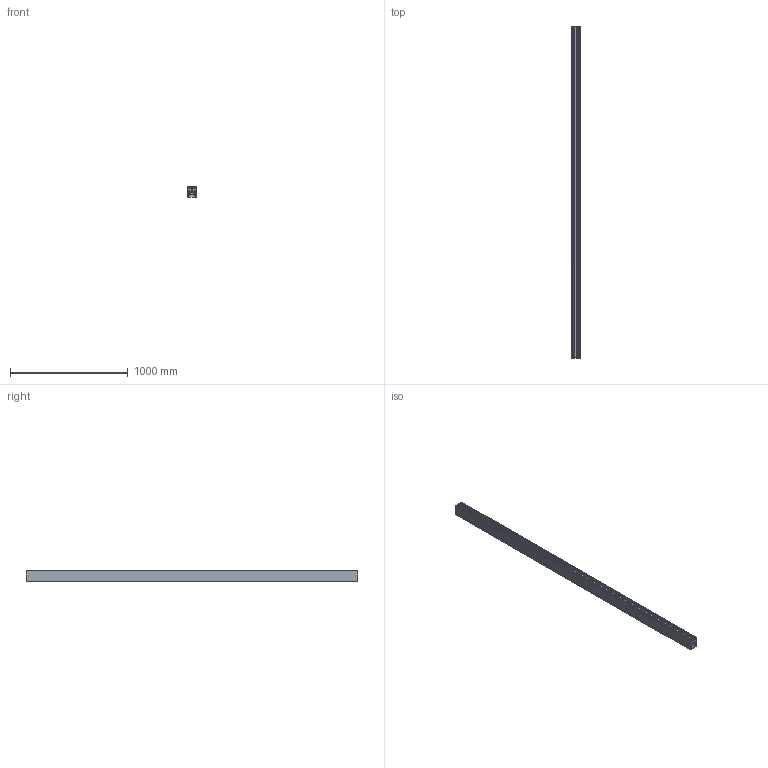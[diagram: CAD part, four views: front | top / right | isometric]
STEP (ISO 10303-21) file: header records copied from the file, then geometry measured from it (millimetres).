
FILE_DESCRIPTION(/* description */ ('This is a sample STEP configuration'),/* implementation_level */ '2;1');
FILE_NAME(/* name */ '728-202074xxxxxx SIMPLE.ipt_Rev_00.1.stp',/* time_stamp */ '2023-04-04T10:22:56+02:00',/* author */ ('powerJobs'),/* organization */ ('coolOrange'),/* preprocessor_version */ 'ST-DEVELOPER v19.2',/* originating_system */ 'Autodesk Inventor 2023',/* authorisation */ '');
FILE_SCHEMA (('AUTOMOTIVE_DESIGN { 1 0 10303 214 3 1 1 }'));
Products named in the file (1): ENG000025923
Bounding box: 76.2 x 2816 x 91.92 mm (x, y, z)
Volume: 4039314.6 mm3; surface area: 4229190.1 mm2
Topology: 1 solids, 1 shells, 2166 faces, 5712 edges, 3527 vertices
Faces by surface type: cylinder 983, plane 740, bspline 254, torus 88, sphere 72, cone 29
Full cylindrical faces by diameter (mm): 2.7 x2, 3.2 x9, 5.2 x2, 8.667 x2, 10 x2, 12 x1, 19 x1
Entity records: 74838 total; most frequent: CARTESIAN_POINT 21158, DIRECTION 11401, ORIENTED_EDGE 11392, EDGE_CURVE 5696, AXIS2_PLACEMENT_3D 4230, VERTEX_POINT 3527, LINE 2941, VECTOR 2941
